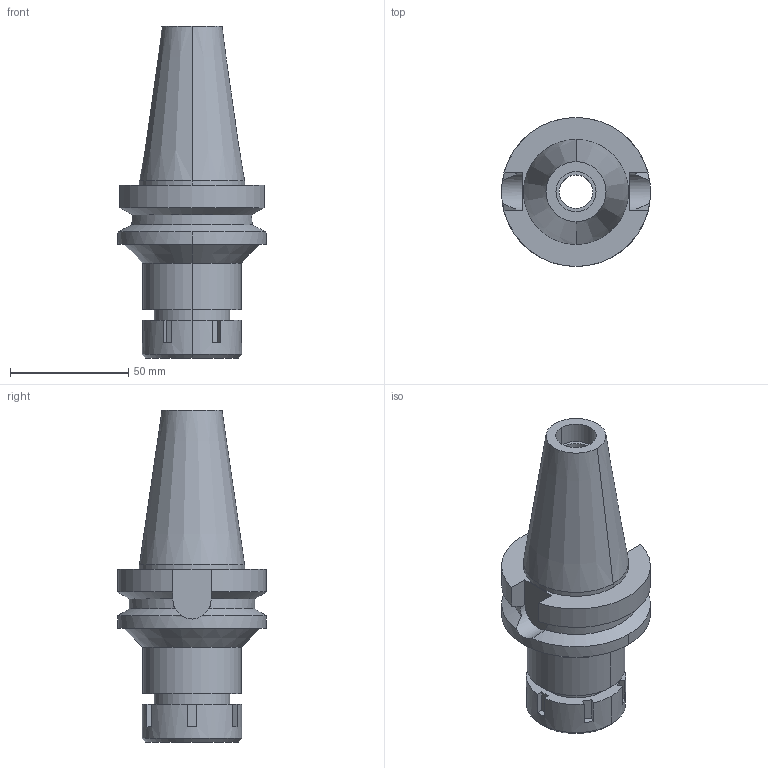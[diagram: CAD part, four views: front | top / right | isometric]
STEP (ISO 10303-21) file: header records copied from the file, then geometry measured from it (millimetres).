
FILE_DESCRIPTION((''),'2;1');
FILE_NAME('BT40NB16075-160_ASM','2018-05-29T',('ykawabe'),(''),'CREO PARAMETRIC BY PTC INC, 2016380','CREO PARAMETRIC BY PTC INC, 2016380','');
FILE_SCHEMA(('AUTOMOTIVE_DESIGN { 1 0 10303 214 1 1 1 1 }'));
Length unit declared in the file: millimetre
Products named in the file (5): BT40-NBS16-75_1; NBC16-16_1; NBN16_1; DXF_TEMP_ASSY_ASM_4_ASM; BT40NB16075-160_ASM
Assembly tree (4 placements, depth 3):
  BT40NB16075-160_ASM
    DXF_TEMP_ASSY_ASM_4_ASM
      BT40-NBS16-75_1
      NBC16-16_1
      NBN16_1
Bounding box: 63 x 63 x 140.4 mm (x, y, z)
Volume: 170699.5 mm3; surface area: 40591.2 mm2
Topology: 3 solids, 3 shells, 105 faces, 261 edges, 175 vertices
Faces by surface type: plane 49, cylinder 38, cone 18
Entity records: 4830 total; most frequent: CARTESIAN_POINT 649, DIRECTION 620, ORIENTED_EDGE 522, PRESENTATION_STYLE_ASSIGNMENT 269, STYLED_ITEM 269, CURVE_STYLE 266, EDGE_CURVE 261, AXIS2_PLACEMENT_3D 246
